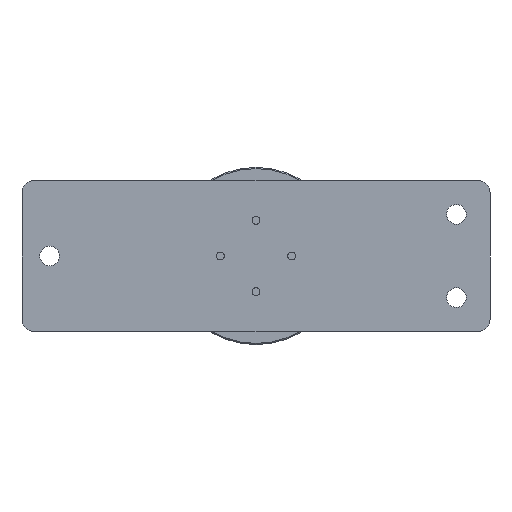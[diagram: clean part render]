
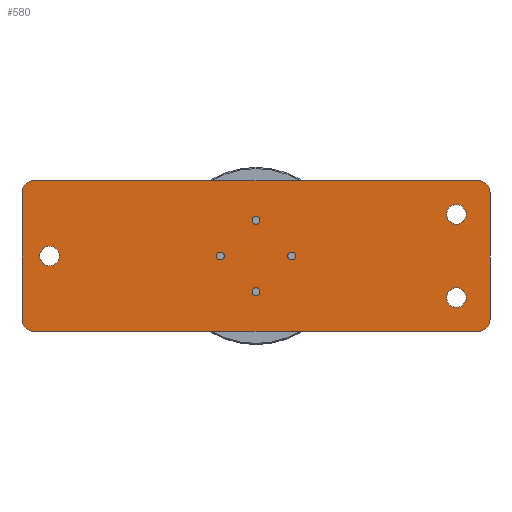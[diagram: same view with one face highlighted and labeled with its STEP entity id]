
A CAD part, left-side view. The second image highlights one B-rep face of the part: STEP entity #580.
In plain terms, the highlighted face is planar.
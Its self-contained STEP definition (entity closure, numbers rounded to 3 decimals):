
#71=CARTESIAN_POINT('Vertex',(53.25,196.75,0.)) ;
#76=CARTESIAN_POINT('Line Origine',(0.,196.75,0.)) ;
#80=CARTESIAN_POINT('Vertex',(-53.25,196.75,0.)) ;
#114=CARTESIAN_POINT('Axis2P3D Location',(-53.25,186.75,0.)) ;
#118=CARTESIAN_POINT('Vertex',(-63.25,186.75,0.)) ;
#149=CARTESIAN_POINT('Vertex',(63.25,186.75,0.)) ;
#152=CARTESIAN_POINT('Axis2P3D Location',(53.25,186.75,0.)) ;
#173=CARTESIAN_POINT('Vertex',(-63.25,-186.75,0.)) ;
#183=CARTESIAN_POINT('Line Origine',(-63.25,0.,0.)) ;
#207=CARTESIAN_POINT('Axis2P3D Location',(-53.25,-186.75,0.)) ;
#211=CARTESIAN_POINT('Vertex',(-53.25,-196.75,0.)) ;
#235=CARTESIAN_POINT('Vertex',(53.25,-196.75,0.)) ;
#245=CARTESIAN_POINT('Line Origine',(0.,-196.75,0.)) ;
#269=CARTESIAN_POINT('Axis2P3D Location',(53.25,-186.75,0.)) ;
#273=CARTESIAN_POINT('Vertex',(63.25,-186.75,0.)) ;
#293=CARTESIAN_POINT('Line Origine',(63.25,0.,0.)) ;
#319=CARTESIAN_POINT('Vertex',(-26.75,-168.5,0.)) ;
#324=CARTESIAN_POINT('Axis2P3D Location',(-35.,-168.5,0.)) ;
#328=CARTESIAN_POINT('Vertex',(-43.25,-168.5,0.)) ;
#350=CARTESIAN_POINT('Axis2P3D Location',(-35.,-168.5,0.)) ;
#376=CARTESIAN_POINT('Vertex',(43.25,-168.5,0.)) ;
#381=CARTESIAN_POINT('Axis2P3D Location',(35.,-168.5,0.)) ;
#385=CARTESIAN_POINT('Vertex',(26.75,-168.5,0.)) ;
#407=CARTESIAN_POINT('Axis2P3D Location',(35.,-168.5,0.)) ;
#433=CARTESIAN_POINT('Vertex',(-8.25,173.5,0.)) ;
#438=CARTESIAN_POINT('Axis2P3D Location',(0.,173.5,0.)) ;
#442=CARTESIAN_POINT('Vertex',(8.25,173.5,0.)) ;
#464=CARTESIAN_POINT('Axis2P3D Location',(0.,173.5,0.)) ;
#481=CARTESIAN_POINT('Axis2P3D Location',(0.,0.,0.)) ;
#496=CARTESIAN_POINT('Axis2P3D Location',(0.,30.,0.)) ;
#500=CARTESIAN_POINT('Vertex',(3.324,30.,0.)) ;
#502=CARTESIAN_POINT('Vertex',(-3.324,30.,0.)) ;
#505=CARTESIAN_POINT('Axis2P3D Location',(0.,30.,0.)) ;
#526=CARTESIAN_POINT('Axis2P3D Location',(-30.,0.,0.)) ;
#530=CARTESIAN_POINT('Vertex',(-30.,-3.324,0.)) ;
#532=CARTESIAN_POINT('Vertex',(-30.,3.324,0.)) ;
#535=CARTESIAN_POINT('Axis2P3D Location',(-30.,0.,0.)) ;
#544=CARTESIAN_POINT('Axis2P3D Location',(0.,-30.,0.)) ;
#548=CARTESIAN_POINT('Vertex',(3.324,-30.,0.)) ;
#550=CARTESIAN_POINT('Vertex',(-3.324,-30.,0.)) ;
#553=CARTESIAN_POINT('Axis2P3D Location',(0.,-30.,0.)) ;
#562=CARTESIAN_POINT('Axis2P3D Location',(30.,0.,0.)) ;
#566=CARTESIAN_POINT('Vertex',(30.,3.324,0.)) ;
#568=CARTESIAN_POINT('Vertex',(30.,-3.324,0.)) ;
#571=CARTESIAN_POINT('Axis2P3D Location',(30.,0.,0.)) ;
#77=DIRECTION('Vector Direction',(1.,0.,0.)) ;
#115=DIRECTION('Axis2P3D Direction',(0.,0.,1.)) ;
#153=DIRECTION('Axis2P3D Direction',(0.,-0.,1.)) ;
#184=DIRECTION('Vector Direction',(0.,1.,0.)) ;
#208=DIRECTION('Axis2P3D Direction',(0.,0.,1.)) ;
#246=DIRECTION('Vector Direction',(-1.,0.,0.)) ;
#270=DIRECTION('Axis2P3D Direction',(0.,0.,1.)) ;
#294=DIRECTION('Vector Direction',(0.,-1.,0.)) ;
#325=DIRECTION('Axis2P3D Direction',(0.,-0.,-1.)) ;
#351=DIRECTION('Axis2P3D Direction',(0.,-0.,-1.)) ;
#382=DIRECTION('Axis2P3D Direction',(0.,-0.,-1.)) ;
#408=DIRECTION('Axis2P3D Direction',(0.,-0.,-1.)) ;
#439=DIRECTION('Axis2P3D Direction',(0.,-0.,-1.)) ;
#465=DIRECTION('Axis2P3D Direction',(0.,-0.,-1.)) ;
#482=DIRECTION('Axis2P3D Direction',(0.,0.,1.)) ;
#483=DIRECTION('Axis2P3D XDirection',(1.,0.,0.)) ;
#497=DIRECTION('Axis2P3D Direction',(0.,0.,1.)) ;
#506=DIRECTION('Axis2P3D Direction',(0.,0.,1.)) ;
#527=DIRECTION('Axis2P3D Direction',(0.,0.,1.)) ;
#536=DIRECTION('Axis2P3D Direction',(0.,0.,1.)) ;
#545=DIRECTION('Axis2P3D Direction',(0.,0.,1.)) ;
#554=DIRECTION('Axis2P3D Direction',(0.,0.,1.)) ;
#563=DIRECTION('Axis2P3D Direction',(0.,0.,1.)) ;
#572=DIRECTION('Axis2P3D Direction',(0.,0.,1.)) ;
#116=AXIS2_PLACEMENT_3D('Circle Axis2P3D',#114,#115,$) ;
#154=AXIS2_PLACEMENT_3D('Circle Axis2P3D',#152,#153,$) ;
#209=AXIS2_PLACEMENT_3D('Circle Axis2P3D',#207,#208,$) ;
#271=AXIS2_PLACEMENT_3D('Circle Axis2P3D',#269,#270,$) ;
#326=AXIS2_PLACEMENT_3D('Circle Axis2P3D',#324,#325,$) ;
#352=AXIS2_PLACEMENT_3D('Circle Axis2P3D',#350,#351,$) ;
#383=AXIS2_PLACEMENT_3D('Circle Axis2P3D',#381,#382,$) ;
#409=AXIS2_PLACEMENT_3D('Circle Axis2P3D',#407,#408,$) ;
#440=AXIS2_PLACEMENT_3D('Circle Axis2P3D',#438,#439,$) ;
#466=AXIS2_PLACEMENT_3D('Circle Axis2P3D',#464,#465,$) ;
#484=AXIS2_PLACEMENT_3D('Plane Axis2P3D',#481,#482,#483) ;
#498=AXIS2_PLACEMENT_3D('Circle Axis2P3D',#496,#497,$) ;
#507=AXIS2_PLACEMENT_3D('Circle Axis2P3D',#505,#506,$) ;
#528=AXIS2_PLACEMENT_3D('Circle Axis2P3D',#526,#527,$) ;
#537=AXIS2_PLACEMENT_3D('Circle Axis2P3D',#535,#536,$) ;
#546=AXIS2_PLACEMENT_3D('Circle Axis2P3D',#544,#545,$) ;
#555=AXIS2_PLACEMENT_3D('Circle Axis2P3D',#553,#554,$) ;
#564=AXIS2_PLACEMENT_3D('Circle Axis2P3D',#562,#563,$) ;
#573=AXIS2_PLACEMENT_3D('Circle Axis2P3D',#571,#572,$) ;
#487=ORIENTED_EDGE('',*,*,#275,.F.) ;
#488=ORIENTED_EDGE('',*,*,#249,.F.) ;
#489=ORIENTED_EDGE('',*,*,#213,.F.) ;
#490=ORIENTED_EDGE('',*,*,#187,.F.) ;
#491=ORIENTED_EDGE('',*,*,#120,.F.) ;
#492=ORIENTED_EDGE('',*,*,#82,.F.) ;
#493=ORIENTED_EDGE('',*,*,#156,.F.) ;
#494=ORIENTED_EDGE('',*,*,#297,.F.) ;
#511=ORIENTED_EDGE('',*,*,#504,.T.) ;
#512=ORIENTED_EDGE('',*,*,#509,.T.) ;
#515=ORIENTED_EDGE('',*,*,#444,.T.) ;
#516=ORIENTED_EDGE('',*,*,#468,.T.) ;
#519=ORIENTED_EDGE('',*,*,#387,.T.) ;
#520=ORIENTED_EDGE('',*,*,#411,.T.) ;
#523=ORIENTED_EDGE('',*,*,#330,.T.) ;
#524=ORIENTED_EDGE('',*,*,#354,.T.) ;
#541=ORIENTED_EDGE('',*,*,#534,.T.) ;
#542=ORIENTED_EDGE('',*,*,#539,.T.) ;
#559=ORIENTED_EDGE('',*,*,#552,.T.) ;
#560=ORIENTED_EDGE('',*,*,#557,.T.) ;
#577=ORIENTED_EDGE('',*,*,#570,.T.) ;
#578=ORIENTED_EDGE('',*,*,#575,.T.) ;
#513=FACE_BOUND('',#510,.T.) ;
#517=FACE_BOUND('',#514,.T.) ;
#521=FACE_BOUND('',#518,.T.) ;
#525=FACE_BOUND('',#522,.T.) ;
#543=FACE_BOUND('',#540,.T.) ;
#561=FACE_BOUND('',#558,.T.) ;
#579=FACE_BOUND('',#576,.T.) ;
#78=VECTOR('Line Direction',#77,1.) ;
#185=VECTOR('Line Direction',#184,1.) ;
#247=VECTOR('Line Direction',#246,1.) ;
#295=VECTOR('Line Direction',#294,1.) ;
#580=ADVANCED_FACE('PartBody',(#495,#513,#517,#521,#525,#543,#561,#579),#485,.F.) ;
#117=CIRCLE('generated circle',#116,10.) ;
#155=CIRCLE('generated circle',#154,10.) ;
#210=CIRCLE('generated circle',#209,10.) ;
#272=CIRCLE('generated circle',#271,10.) ;
#327=CIRCLE('generated circle',#326,8.25) ;
#353=CIRCLE('generated circle',#352,8.25) ;
#384=CIRCLE('generated circle',#383,8.25) ;
#410=CIRCLE('generated circle',#409,8.25) ;
#441=CIRCLE('generated circle',#440,8.25) ;
#467=CIRCLE('generated circle',#466,8.25) ;
#499=CIRCLE('generated circle',#498,3.324) ;
#508=CIRCLE('generated circle',#507,3.324) ;
#529=CIRCLE('generated circle',#528,3.324) ;
#538=CIRCLE('generated circle',#537,3.324) ;
#547=CIRCLE('generated circle',#546,3.324) ;
#556=CIRCLE('generated circle',#555,3.324) ;
#565=CIRCLE('generated circle',#564,3.324) ;
#574=CIRCLE('generated circle',#573,3.324) ;
#82=EDGE_CURVE('',#72,#81,#79,.F.) ;
#120=EDGE_CURVE('',#81,#119,#117,.T.) ;
#156=EDGE_CURVE('',#150,#72,#155,.T.) ;
#187=EDGE_CURVE('',#119,#174,#186,.F.) ;
#213=EDGE_CURVE('',#174,#212,#210,.T.) ;
#249=EDGE_CURVE('',#212,#236,#248,.F.) ;
#275=EDGE_CURVE('',#236,#274,#272,.T.) ;
#297=EDGE_CURVE('',#274,#150,#296,.F.) ;
#330=EDGE_CURVE('',#329,#320,#327,.F.) ;
#354=EDGE_CURVE('',#320,#329,#353,.F.) ;
#387=EDGE_CURVE('',#386,#377,#384,.F.) ;
#411=EDGE_CURVE('',#377,#386,#410,.F.) ;
#444=EDGE_CURVE('',#443,#434,#441,.F.) ;
#468=EDGE_CURVE('',#434,#443,#467,.F.) ;
#504=EDGE_CURVE('',#501,#503,#499,.T.) ;
#509=EDGE_CURVE('',#503,#501,#508,.T.) ;
#534=EDGE_CURVE('',#531,#533,#529,.T.) ;
#539=EDGE_CURVE('',#533,#531,#538,.T.) ;
#552=EDGE_CURVE('',#549,#551,#547,.T.) ;
#557=EDGE_CURVE('',#551,#549,#556,.T.) ;
#570=EDGE_CURVE('',#567,#569,#565,.T.) ;
#575=EDGE_CURVE('',#569,#567,#574,.T.) ;
#486=EDGE_LOOP('',(#487,#488,#489,#490,#491,#492,#493,#494)) ;
#510=EDGE_LOOP('',(#511,#512)) ;
#514=EDGE_LOOP('',(#515,#516)) ;
#518=EDGE_LOOP('',(#519,#520)) ;
#522=EDGE_LOOP('',(#523,#524)) ;
#540=EDGE_LOOP('',(#541,#542)) ;
#558=EDGE_LOOP('',(#559,#560)) ;
#576=EDGE_LOOP('',(#577,#578)) ;
#495=FACE_OUTER_BOUND('',#486,.T.) ;
#79=LINE('Line',#76,#78) ;
#186=LINE('Line',#183,#185) ;
#248=LINE('Line',#245,#247) ;
#296=LINE('Line',#293,#295) ;
#485=PLANE('',#484) ;
#72=VERTEX_POINT('',#71) ;
#81=VERTEX_POINT('',#80) ;
#119=VERTEX_POINT('',#118) ;
#150=VERTEX_POINT('',#149) ;
#174=VERTEX_POINT('',#173) ;
#212=VERTEX_POINT('',#211) ;
#236=VERTEX_POINT('',#235) ;
#274=VERTEX_POINT('',#273) ;
#320=VERTEX_POINT('',#319) ;
#329=VERTEX_POINT('',#328) ;
#377=VERTEX_POINT('',#376) ;
#386=VERTEX_POINT('',#385) ;
#434=VERTEX_POINT('',#433) ;
#443=VERTEX_POINT('',#442) ;
#501=VERTEX_POINT('',#500) ;
#503=VERTEX_POINT('',#502) ;
#531=VERTEX_POINT('',#530) ;
#533=VERTEX_POINT('',#532) ;
#549=VERTEX_POINT('',#548) ;
#551=VERTEX_POINT('',#550) ;
#567=VERTEX_POINT('',#566) ;
#569=VERTEX_POINT('',#568) ;
